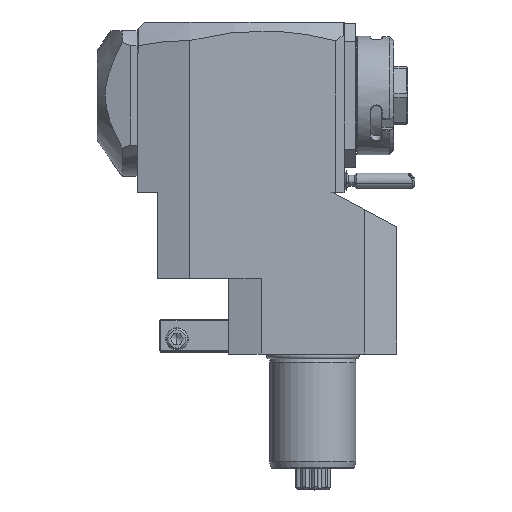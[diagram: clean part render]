
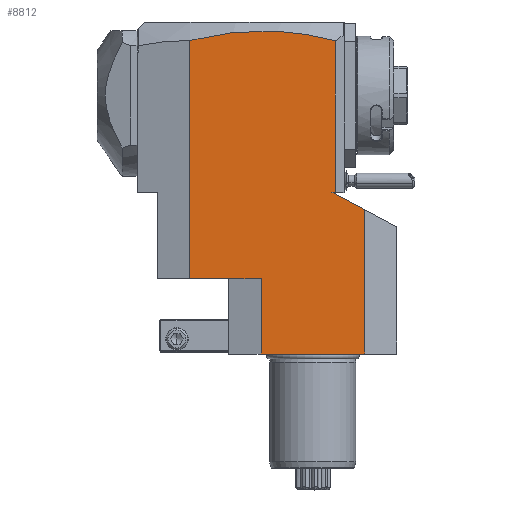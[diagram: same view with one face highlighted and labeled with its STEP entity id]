
A CAD part, top view. The second image highlights one B-rep face of the part: STEP entity #8812.
In plain terms, the highlighted planar face has unit normal (0, 0, 1).
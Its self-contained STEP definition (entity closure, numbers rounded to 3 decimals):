
#17=DIRECTION('',(-1.,0.,0.));
#18=VECTOR('',#17,48.);
#19=CARTESIAN_POINT('',(24.,0.,37.5));
#20=LINE('',#19,#18);
#63=DIRECTION('',(0.,-1.,0.));
#64=VECTOR('',#63,70.258);
#65=CARTESIAN_POINT('',(10.5,145.258,37.5));
#66=LINE('',#65,#64);
#67=DIRECTION('',(-1.,0.,0.));
#68=VECTOR('',#67,1.592);
#69=CARTESIAN_POINT('',(10.5,75.,37.5));
#70=LINE('',#69,#68);
#71=DIRECTION('',(-0.883,0.469,0.));
#72=VECTOR('',#71,17.092);
#73=CARTESIAN_POINT('',(24.,66.976,37.5));
#74=LINE('',#73,#72);
#75=CARTESIAN_POINT('',(-57.,145.435,37.5));
#76=CARTESIAN_POINT('',(-51.371,146.939,37.5));
#77=CARTESIAN_POINT('',(-40.115,149.162,37.5));
#78=CARTESIAN_POINT('',(-23.238,150.233,37.5));
#79=CARTESIAN_POINT('',(-6.365,149.072,37.5));
#80=CARTESIAN_POINT('',(4.879,146.791,37.5));
#81=CARTESIAN_POINT('',(10.5,145.258,37.5));
#2315=DIRECTION('',(0.,-1.,0.));
#2316=VECTOR('',#2315,110.435);
#2317=CARTESIAN_POINT('',(-57.,145.435,37.5));
#2318=LINE('',#2317,#2316);
#2335=DIRECTION('',(1.,0.,0.));
#2336=VECTOR('',#2335,33.);
#2337=CARTESIAN_POINT('',(-57.,35.,37.5));
#2338=LINE('',#2337,#2336);
#2855=DIRECTION('',(0.,-1.,0.));
#2856=VECTOR('',#2855,35.);
#2857=CARTESIAN_POINT('',(-24.,35.,37.5));
#2858=LINE('',#2857,#2856);
#4913=DIRECTION('',(0.,1.,0.));
#4914=VECTOR('',#4913,66.976);
#4915=CARTESIAN_POINT('',(24.,0.,37.5));
#4916=LINE('',#4915,#4914);
#8090=VERTEX_POINT('',#75);
#8091=VERTEX_POINT('',#81);
#8439=CARTESIAN_POINT('',(24.,0.,37.5));
#8440=VERTEX_POINT('',#8439);
#8441=CARTESIAN_POINT('',(-24.,0.,37.5));
#8442=VERTEX_POINT('',#8441);
#8475=CARTESIAN_POINT('',(-57.,35.,37.5));
#8477=VERTEX_POINT('',#8475);
#8489=CARTESIAN_POINT('',(10.5,75.,37.5));
#8490=VERTEX_POINT('',#8489);
#8497=CARTESIAN_POINT('',(24.,66.976,37.5));
#8498=VERTEX_POINT('',#8497);
#8701=CARTESIAN_POINT('',(8.908,75.,37.5));
#8702=VERTEX_POINT('',#8701);
#8705=CARTESIAN_POINT('',(-24.,35.,37.5));
#8706=VERTEX_POINT('',#8705);
#8789=CARTESIAN_POINT('',(-39.202,35.,37.5));
#8790=DIRECTION('',(0.,0.,1.));
#8791=DIRECTION('',(1.,0.,0.));
#8792=AXIS2_PLACEMENT_3D('',#8789,#8790,#8791);
#8793=PLANE('',#8792);
#8795=ORIENTED_EDGE('',*,*,#8794,.T.);
#8796=ORIENTED_EDGE('',*,*,#8775,.T.);
#8798=ORIENTED_EDGE('',*,*,#8797,.F.);
#8800=ORIENTED_EDGE('',*,*,#8799,.F.);
#8801=ORIENTED_EDGE('',*,*,#8722,.T.);
#8803=ORIENTED_EDGE('',*,*,#8802,.F.);
#8805=ORIENTED_EDGE('',*,*,#8804,.F.);
#8807=ORIENTED_EDGE('',*,*,#8806,.F.);
#8809=ORIENTED_EDGE('',*,*,#8808,.T.);
#8810=EDGE_LOOP('',(#8795,#8796,#8798,#8800,#8801,#8803,#8805,#8807,#8809));
#8811=FACE_OUTER_BOUND('',#8810,.F.);
#82=B_SPLINE_CURVE_WITH_KNOTS('',3,(#75,#76,#77,#78,#79,#80,#81),.UNSPECIFIED.,
.F.,.F.,(4,1,1,1,4),(0.,0.25,0.5,0.75,1.),.UNSPECIFIED.);
#8722=EDGE_CURVE('',#8440,#8442,#20,.T.);
#8775=EDGE_CURVE('',#8490,#8702,#70,.T.);
#8794=EDGE_CURVE('',#8091,#8490,#66,.T.);
#8797=EDGE_CURVE('',#8498,#8702,#74,.T.);
#8799=EDGE_CURVE('',#8440,#8498,#4916,.T.);
#8802=EDGE_CURVE('',#8706,#8442,#2858,.T.);
#8804=EDGE_CURVE('',#8477,#8706,#2338,.T.);
#8806=EDGE_CURVE('',#8090,#8477,#2318,.T.);
#8808=EDGE_CURVE('',#8090,#8091,#82,.T.);
#8812=ADVANCED_FACE('',(#8811),#8793,.T.);
